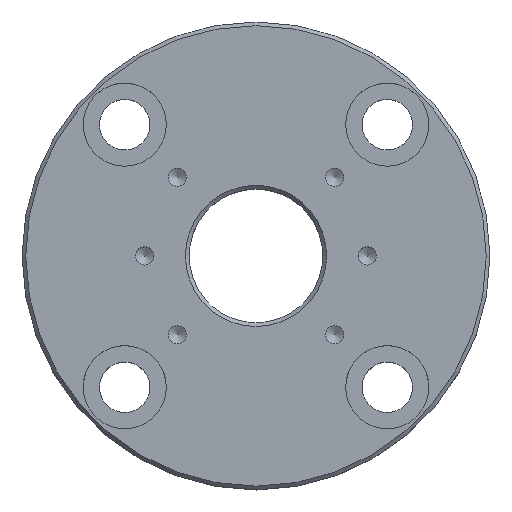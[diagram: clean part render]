
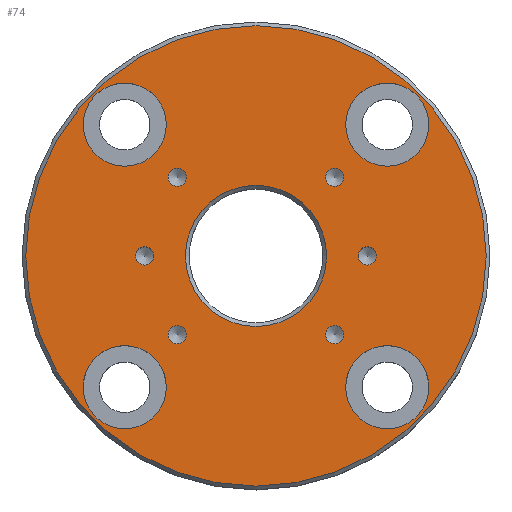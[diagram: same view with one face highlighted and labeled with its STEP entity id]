
A CAD part, top view. The second image highlights one B-rep face of the part: STEP entity #74.
In plain terms, the highlighted planar face has unit normal (0, 0, 1).
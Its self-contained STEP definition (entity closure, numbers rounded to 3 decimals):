
#74 = ADVANCED_FACE( '', ( #173, #174, #175, #176, #177, #178, #179, #180, #181, #182, #183, #184 ), #185, .F. );
#173 = FACE_BOUND( '', #322, .T. );
#174 = FACE_OUTER_BOUND( '', #323, .T. );
#175 = FACE_BOUND( '', #324, .T. );
#176 = FACE_BOUND( '', #325, .T. );
#177 = FACE_BOUND( '', #326, .T. );
#178 = FACE_BOUND( '', #327, .T. );
#179 = FACE_BOUND( '', #328, .T. );
#180 = FACE_BOUND( '', #329, .T. );
#181 = FACE_BOUND( '', #330, .T. );
#182 = FACE_BOUND( '', #331, .T. );
#183 = FACE_BOUND( '', #332, .T. );
#184 = FACE_BOUND( '', #333, .T. );
#185 = PLANE( '', #334 );
#322 = EDGE_LOOP( '', ( #483 ) );
#323 = EDGE_LOOP( '', ( #484 ) );
#324 = EDGE_LOOP( '', ( #485 ) );
#325 = EDGE_LOOP( '', ( #486 ) );
#326 = EDGE_LOOP( '', ( #487 ) );
#327 = EDGE_LOOP( '', ( #488 ) );
#328 = EDGE_LOOP( '', ( #489 ) );
#329 = EDGE_LOOP( '', ( #490 ) );
#330 = EDGE_LOOP( '', ( #491 ) );
#331 = EDGE_LOOP( '', ( #492 ) );
#332 = EDGE_LOOP( '', ( #493 ) );
#333 = EDGE_LOOP( '', ( #494 ) );
#334 = AXIS2_PLACEMENT_3D( '', #495, #496, #497 );
#483 = ORIENTED_EDGE( '', *, *, #660, .T. );
#484 = ORIENTED_EDGE( '', *, *, #661, .T. );
#485 = ORIENTED_EDGE( '', *, *, #662, .T. );
#486 = ORIENTED_EDGE( '', *, *, #642, .T. );
#487 = ORIENTED_EDGE( '', *, *, #663, .T. );
#488 = ORIENTED_EDGE( '', *, *, #664, .T. );
#489 = ORIENTED_EDGE( '', *, *, #665, .T. );
#490 = ORIENTED_EDGE( '', *, *, #639, .T. );
#491 = ORIENTED_EDGE( '', *, *, #658, .T. );
#492 = ORIENTED_EDGE( '', *, *, #666, .T. );
#493 = ORIENTED_EDGE( '', *, *, #667, .T. );
#494 = ORIENTED_EDGE( '', *, *, #668, .T. );
#495 = CARTESIAN_POINT( '', ( 0., 0., 15. ) );
#496 = DIRECTION( '', ( 0., 0., -1. ) );
#497 = DIRECTION( '', ( -1., 0., 0. ) );
#639 = EDGE_CURVE( '', #714, #714, #715, .T. );
#642 = EDGE_CURVE( '', #719, #719, #720, .T. );
#658 = EDGE_CURVE( '', #741, #741, #742, .T. );
#660 = EDGE_CURVE( '', #744, #744, #745, .T. );
#661 = EDGE_CURVE( '', #746, #746, #747, .F. );
#662 = EDGE_CURVE( '', #748, #748, #749, .T. );
#663 = EDGE_CURVE( '', #750, #750, #751, .T. );
#664 = EDGE_CURVE( '', #752, #752, #753, .T. );
#665 = EDGE_CURVE( '', #754, #754, #755, .T. );
#666 = EDGE_CURVE( '', #756, #756, #757, .T. );
#667 = EDGE_CURVE( '', #758, #758, #759, .T. );
#668 = EDGE_CURVE( '', #760, #760, #761, .T. );
#714 = VERTEX_POINT( '', #818 );
#715 = CIRCLE( '', #819, 1.23 );
#719 = VERTEX_POINT( '', #823 );
#720 = CIRCLE( '', #824, 5.6 );
#741 = VERTEX_POINT( '', #845 );
#742 = CIRCLE( '', #846, 1.23 );
#744 = VERTEX_POINT( '', #848 );
#745 = CIRCLE( '', #849, 9.5 );
#746 = VERTEX_POINT( '', #850 );
#747 = CIRCLE( '', #851, 31. );
#748 = VERTEX_POINT( '', #852 );
#749 = CIRCLE( '', #853, 5.6 );
#750 = VERTEX_POINT( '', #854 );
#751 = CIRCLE( '', #855, 5.6 );
#752 = VERTEX_POINT( '', #856 );
#753 = CIRCLE( '', #857, 5.6 );
#754 = VERTEX_POINT( '', #858 );
#755 = CIRCLE( '', #859, 1.23 );
#756 = VERTEX_POINT( '', #860 );
#757 = CIRCLE( '', #861, 1.23 );
#758 = VERTEX_POINT( '', #862 );
#759 = CIRCLE( '', #863, 1.23 );
#760 = VERTEX_POINT( '', #864 );
#761 = CIRCLE( '', #865, 1.23 );
#818 = CARTESIAN_POINT( '', ( 10.607, -11.836, 15. ) );
#819 = AXIS2_PLACEMENT_3D( '', #922, #923, #924 );
#823 = CARTESIAN_POINT( '', ( 17.678, -23.278, 15. ) );
#824 = AXIS2_PLACEMENT_3D( '', #928, #929, #930 );
#845 = CARTESIAN_POINT( '', ( 15., -1.23, 15. ) );
#846 = AXIS2_PLACEMENT_3D( '', #952, #953, #954 );
#848 = CARTESIAN_POINT( '', ( -9.5, 0., 15. ) );
#849 = AXIS2_PLACEMENT_3D( '', #955, #956, #957 );
#850 = CARTESIAN_POINT( '', ( -31., 0., 15. ) );
#851 = AXIS2_PLACEMENT_3D( '', #958, #959, #960 );
#852 = CARTESIAN_POINT( '', ( 17.678, 12.078, 15. ) );
#853 = AXIS2_PLACEMENT_3D( '', #961, #962, #963 );
#854 = CARTESIAN_POINT( '', ( -17.678, -23.278, 15. ) );
#855 = AXIS2_PLACEMENT_3D( '', #964, #965, #966 );
#856 = CARTESIAN_POINT( '', ( -17.678, 12.078, 15. ) );
#857 = AXIS2_PLACEMENT_3D( '', #967, #968, #969 );
#858 = CARTESIAN_POINT( '', ( 10.607, 9.377, 15. ) );
#859 = AXIS2_PLACEMENT_3D( '', #970, #971, #972 );
#860 = CARTESIAN_POINT( '', ( -10.607, 9.377, 15. ) );
#861 = AXIS2_PLACEMENT_3D( '', #973, #974, #975 );
#862 = CARTESIAN_POINT( '', ( -10.607, -11.836, 15. ) );
#863 = AXIS2_PLACEMENT_3D( '', #976, #977, #978 );
#864 = CARTESIAN_POINT( '', ( -15., -1.23, 15. ) );
#865 = AXIS2_PLACEMENT_3D( '', #979, #980, #981 );
#922 = CARTESIAN_POINT( '', ( 10.607, -10.607, 15. ) );
#923 = DIRECTION( '', ( 0., 0., -1. ) );
#924 = DIRECTION( '', ( 0., -1., 0. ) );
#928 = CARTESIAN_POINT( '', ( 17.678, -17.678, 15. ) );
#929 = DIRECTION( '', ( 0., 0., -1. ) );
#930 = DIRECTION( '', ( 0., -1., 0. ) );
#952 = CARTESIAN_POINT( '', ( 15., 0., 15. ) );
#953 = DIRECTION( '', ( 0., 0., -1. ) );
#954 = DIRECTION( '', ( 0., -1., 0. ) );
#955 = CARTESIAN_POINT( '', ( 0., 0., 15. ) );
#956 = DIRECTION( '', ( 0., 0., -1. ) );
#957 = DIRECTION( '', ( -1., 0., 0. ) );
#958 = CARTESIAN_POINT( '', ( 0., 0., 15. ) );
#959 = DIRECTION( '', ( 0., 0., -1. ) );
#960 = DIRECTION( '', ( -1., 0., 0. ) );
#961 = CARTESIAN_POINT( '', ( 17.678, 17.678, 15. ) );
#962 = DIRECTION( '', ( 0., 0., -1. ) );
#963 = DIRECTION( '', ( 0., -1., 0. ) );
#964 = CARTESIAN_POINT( '', ( -17.678, -17.678, 15. ) );
#965 = DIRECTION( '', ( 0., 0., -1. ) );
#966 = DIRECTION( '', ( 0., -1., 0. ) );
#967 = CARTESIAN_POINT( '', ( -17.678, 17.678, 15. ) );
#968 = DIRECTION( '', ( 0., 0., -1. ) );
#969 = DIRECTION( '', ( 0., -1., 0. ) );
#970 = CARTESIAN_POINT( '', ( 10.607, 10.607, 15. ) );
#971 = DIRECTION( '', ( 0., 0., -1. ) );
#972 = DIRECTION( '', ( 0., -1., 0. ) );
#973 = CARTESIAN_POINT( '', ( -10.607, 10.607, 15. ) );
#974 = DIRECTION( '', ( 0., 0., -1. ) );
#975 = DIRECTION( '', ( 0., -1., 0. ) );
#976 = CARTESIAN_POINT( '', ( -10.607, -10.607, 15. ) );
#977 = DIRECTION( '', ( 0., 0., -1. ) );
#978 = DIRECTION( '', ( 0., -1., 0. ) );
#979 = CARTESIAN_POINT( '', ( -15., 0., 15. ) );
#980 = DIRECTION( '', ( 0., 0., -1. ) );
#981 = DIRECTION( '', ( 0., -1., 0. ) );
